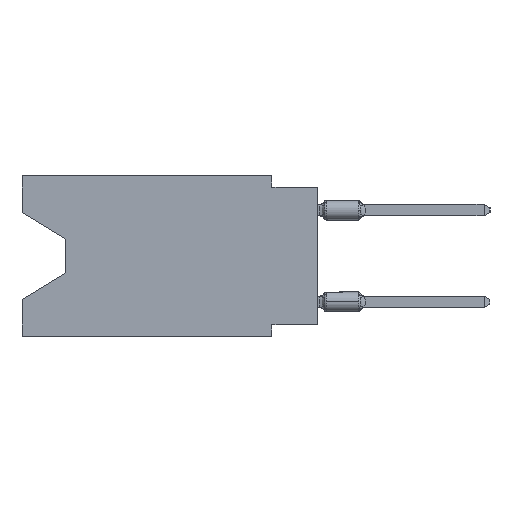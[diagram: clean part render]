
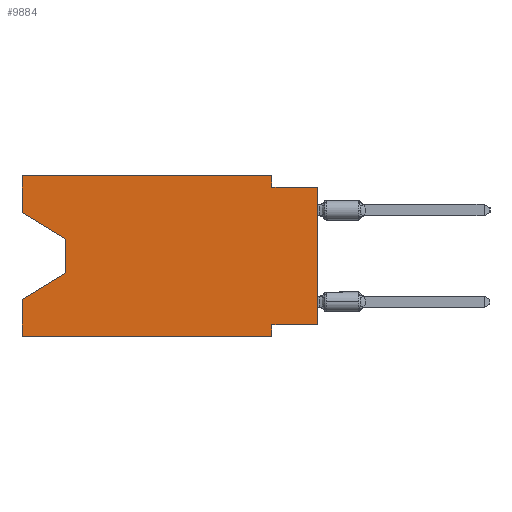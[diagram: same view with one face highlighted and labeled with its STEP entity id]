
A CAD part, left-side view. The second image highlights one B-rep face of the part: STEP entity #9884.
In plain terms, the highlighted planar face has unit normal (-1, 0, 0).
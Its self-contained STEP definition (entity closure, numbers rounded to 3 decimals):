
#306 = DIRECTION ( 'NONE',  ( 0., 0., -1. ) ) ;
#759 = ORIENTED_EDGE ( 'NONE', *, *, #37981, .F. ) ;
#790 = LINE ( 'NONE', #8592, #43052 ) ;
#1176 = VECTOR ( 'NONE', #2806, 1000. ) ;
#1289 = VERTEX_POINT ( 'NONE', #40079 ) ;
#1300 = DIRECTION ( 'NONE',  ( 0., 0., -1. ) ) ;
#1485 = CARTESIAN_POINT ( 'NONE',  ( 0., 16.383, -2.038 ) ) ;
#1916 = EDGE_CURVE ( 'NONE', #12393, #40369, #20534, .T. ) ;
#2620 = ORIENTED_EDGE ( 'NONE', *, *, #9721, .F. ) ;
#2806 = DIRECTION ( 'NONE',  ( 0., 1., 0. ) ) ;
#3042 = CARTESIAN_POINT ( 'NONE',  ( 0., 0., -8.255 ) ) ;
#3066 = CARTESIAN_POINT ( 'NONE',  ( 0., 2.54, -0.635 ) ) ;
#3102 = ORIENTED_EDGE ( 'NONE', *, *, #21650, .T. ) ;
#3287 = EDGE_CURVE ( 'NONE', #1289, #12710, #790, .T. ) ;
#3353 = DIRECTION ( 'NONE',  ( 0., 0., 1. ) ) ;
#4682 = CARTESIAN_POINT ( 'NONE',  ( 0., 16.383, -8.89 ) ) ;
#4735 = CARTESIAN_POINT ( 'NONE',  ( 0., 0., -8.255 ) ) ;
#5311 = ORIENTED_EDGE ( 'NONE', *, *, #12766, .T. ) ;
#6464 = LINE ( 'NONE', #17095, #19974 ) ;
#7780 = EDGE_CURVE ( 'NONE', #18136, #16413, #33242, .T. ) ;
#7831 = LINE ( 'NONE', #11397, #30082 ) ;
#8592 = CARTESIAN_POINT ( 'NONE',  ( 0., 16.383, 0. ) ) ;
#8816 = DIRECTION ( 'NONE',  ( 0., -0.855, -0.519 ) ) ;
#9721 = EDGE_CURVE ( 'NONE', #29414, #31916, #6464, .T. ) ;
#9739 = CARTESIAN_POINT ( 'NONE',  ( 0., 13.97, -5.385 ) ) ;
#9884 = ADVANCED_FACE ( 'NONE', ( #25142 ), #37959, .F. ) ;
#10440 = EDGE_CURVE ( 'NONE', #29414, #16672, #12361, .T. ) ;
#10725 = VERTEX_POINT ( 'NONE', #33784 ) ;
#11397 = CARTESIAN_POINT ( 'NONE',  ( 0., 0., 0. ) ) ;
#11476 = DIRECTION ( 'NONE',  ( 0., -1., 0. ) ) ;
#11699 = AXIS2_PLACEMENT_3D ( 'NONE', #41062, #12415, #1300 ) ;
#12361 = LINE ( 'NONE', #23685, #32875 ) ;
#12393 = VERTEX_POINT ( 'NONE', #30836 ) ;
#12415 = DIRECTION ( 'NONE',  ( 1., 0., 0. ) ) ;
#12710 = VERTEX_POINT ( 'NONE', #25374 ) ;
#12766 = EDGE_CURVE ( 'NONE', #16672, #10725, #31177, .T. ) ;
#12917 = ORIENTED_EDGE ( 'NONE', *, *, #10440, .T. ) ;
#14950 = VECTOR ( 'NONE', #30982, 1000. ) ;
#15005 = CARTESIAN_POINT ( 'NONE',  ( 0., 16.383, 0. ) ) ;
#15547 = LINE ( 'NONE', #4682, #38349 ) ;
#15925 = DIRECTION ( 'NONE',  ( 0., -1., 0. ) ) ;
#16413 = VERTEX_POINT ( 'NONE', #21419 ) ;
#16672 = VERTEX_POINT ( 'NONE', #41056 ) ;
#17095 = CARTESIAN_POINT ( 'NONE',  ( 0., 16.383, 0. ) ) ;
#18136 = VERTEX_POINT ( 'NONE', #3066 ) ;
#18802 = CARTESIAN_POINT ( 'NONE',  ( 0., 0., -0.635 ) ) ;
#19187 = ORIENTED_EDGE ( 'NONE', *, *, #41086, .F. ) ;
#19879 = ORIENTED_EDGE ( 'NONE', *, *, #25561, .T. ) ;
#19974 = VECTOR ( 'NONE', #45997, 1000. ) ;
#20534 = LINE ( 'NONE', #41877, #14950 ) ;
#20963 = ORIENTED_EDGE ( 'NONE', *, *, #29080, .F. ) ;
#21230 = EDGE_LOOP ( 'NONE', ( #12917, #5311, #19879, #28357, #3102, #39366, #19187, #45797, #46154, #759, #20963, #2620 ) ) ;
#21419 = CARTESIAN_POINT ( 'NONE',  ( 0., 0., -0.635 ) ) ;
#21650 = EDGE_CURVE ( 'NONE', #1289, #40369, #15547, .T. ) ;
#22259 = EDGE_CURVE ( 'NONE', #42763, #16413, #7831, .T. ) ;
#23375 = CARTESIAN_POINT ( 'NONE',  ( 0., 13.97, -3.505 ) ) ;
#23685 = CARTESIAN_POINT ( 'NONE',  ( 0., 16.383, -2.038 ) ) ;
#23835 = DIRECTION ( 'NONE',  ( 0., 0., -1. ) ) ;
#24134 = VECTOR ( 'NONE', #27280, 1000. ) ;
#24556 = LINE ( 'NONE', #3042, #1176 ) ;
#25142 = FACE_OUTER_BOUND ( 'NONE', #21230, .T. ) ;
#25374 = CARTESIAN_POINT ( 'NONE',  ( 0., 16.383, -6.852 ) ) ;
#25404 = CARTESIAN_POINT ( 'NONE',  ( 0., 2.54, 0. ) ) ;
#25561 = EDGE_CURVE ( 'NONE', #10725, #12710, #42189, .T. ) ;
#25765 = VERTEX_POINT ( 'NONE', #37809 ) ;
#27280 = DIRECTION ( 'NONE',  ( 0., 0.855, -0.519 ) ) ;
#28357 = ORIENTED_EDGE ( 'NONE', *, *, #3287, .F. ) ;
#28507 = CARTESIAN_POINT ( 'NONE',  ( 0., 16.383, 0. ) ) ;
#28961 = LINE ( 'NONE', #25404, #38434 ) ;
#29080 = EDGE_CURVE ( 'NONE', #31916, #25765, #33002, .T. ) ;
#29414 = VERTEX_POINT ( 'NONE', #1485 ) ;
#30082 = VECTOR ( 'NONE', #3353, 1000. ) ;
#30836 = CARTESIAN_POINT ( 'NONE',  ( 0., 2.54, -8.255 ) ) ;
#30982 = DIRECTION ( 'NONE',  ( 0., 0., -1. ) ) ;
#31177 = LINE ( 'NONE', #23375, #38970 ) ;
#31916 = VERTEX_POINT ( 'NONE', #28507 ) ;
#32875 = VECTOR ( 'NONE', #8816, 1000. ) ;
#33002 = LINE ( 'NONE', #15005, #39646 ) ;
#33242 = LINE ( 'NONE', #18802, #34947 ) ;
#33784 = CARTESIAN_POINT ( 'NONE',  ( 0., 13.97, -5.385 ) ) ;
#34947 = VECTOR ( 'NONE', #11476, 1000. ) ;
#35810 = CARTESIAN_POINT ( 'NONE',  ( 0., 2.54, -8.89 ) ) ;
#36550 = DIRECTION ( 'NONE',  ( 0., 0., 1. ) ) ;
#37809 = CARTESIAN_POINT ( 'NONE',  ( 0., 2.54, 0. ) ) ;
#37959 = PLANE ( 'NONE',  #11699 ) ;
#37981 = EDGE_CURVE ( 'NONE', #25765, #18136, #28961, .T. ) ;
#38349 = VECTOR ( 'NONE', #44468, 1000. ) ;
#38434 = VECTOR ( 'NONE', #306, 1000. ) ;
#38970 = VECTOR ( 'NONE', #23835, 1000. ) ;
#39366 = ORIENTED_EDGE ( 'NONE', *, *, #1916, .F. ) ;
#39646 = VECTOR ( 'NONE', #15925, 1000. ) ;
#40079 = CARTESIAN_POINT ( 'NONE',  ( 0., 16.383, -8.89 ) ) ;
#40369 = VERTEX_POINT ( 'NONE', #35810 ) ;
#41056 = CARTESIAN_POINT ( 'NONE',  ( 0., 13.97, -3.505 ) ) ;
#41062 = CARTESIAN_POINT ( 'NONE',  ( 0., 16.383, 0. ) ) ;
#41086 = EDGE_CURVE ( 'NONE', #42763, #12393, #24556, .T. ) ;
#41877 = CARTESIAN_POINT ( 'NONE',  ( 0., 2.54, -8.89 ) ) ;
#42189 = LINE ( 'NONE', #9739, #24134 ) ;
#42763 = VERTEX_POINT ( 'NONE', #4735 ) ;
#43052 = VECTOR ( 'NONE', #36550, 1000. ) ;
#44468 = DIRECTION ( 'NONE',  ( 0., -1., 0. ) ) ;
#45797 = ORIENTED_EDGE ( 'NONE', *, *, #22259, .T. ) ;
#45997 = DIRECTION ( 'NONE',  ( 0., 0., 1. ) ) ;
#46154 = ORIENTED_EDGE ( 'NONE', *, *, #7780, .F. ) ;
